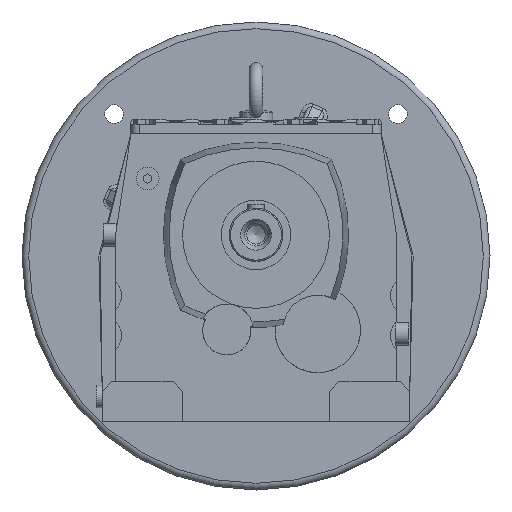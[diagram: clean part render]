
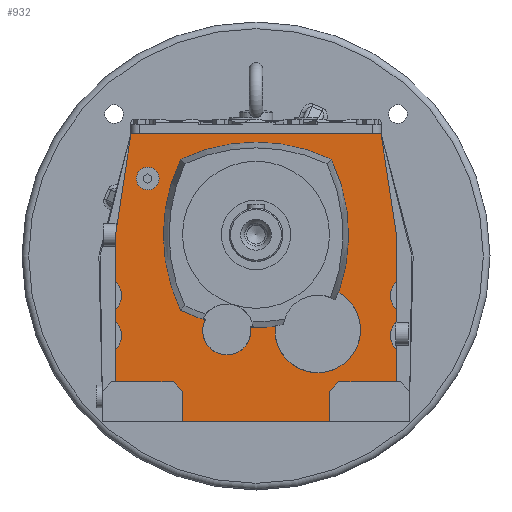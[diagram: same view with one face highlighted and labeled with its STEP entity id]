
A CAD part, left-side view. The second image highlights one B-rep face of the part: STEP entity #932.
In plain terms, the highlighted planar face has unit normal (-1, 0, 0).
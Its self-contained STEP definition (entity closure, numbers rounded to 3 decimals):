
#932=ADVANCED_FACE('',(#5457,#5459),#5461,.F.);
#5457=FACE_BOUND('',#5458,.T.);
#5458=EDGE_LOOP('',(#10409,#10410,#10411,#10412,#10413,#10414,#10415,#10416,#10417,
#10418,#10419,#10420,#10421,#10422,#10423,#10424,#10425,#10426,#10427,#10428));
#5459=FACE_BOUND('',#5460,.T.);
#5460=EDGE_LOOP('',(#10429,#10430,#10431,#10432,#10433,#10434,#10435));
#5461=PLANE('',#5462);
#5462=AXIS2_PLACEMENT_3D('',#5463,#5464,#5465);
#5463=CARTESIAN_POINT('',(57.,0.,-35.09));
#5464=DIRECTION('',(1.,0.,0.));
#5465=DIRECTION('',(0.,1.,0.));
#10409=ORIENTED_EDGE('',*,*,#12690,.T.);
#10410=ORIENTED_EDGE('',*,*,#12698,.F.);
#10411=ORIENTED_EDGE('',*,*,#12700,.F.);
#10412=ORIENTED_EDGE('',*,*,#12701,.F.);
#10413=ORIENTED_EDGE('',*,*,#12702,.F.);
#10414=ORIENTED_EDGE('',*,*,#12703,.F.);
#10415=ORIENTED_EDGE('',*,*,#12680,.T.);
#10416=ORIENTED_EDGE('',*,*,#12704,.F.);
#10417=ORIENTED_EDGE('',*,*,#12676,.T.);
#10418=ORIENTED_EDGE('',*,*,#12705,.F.);
#10419=ORIENTED_EDGE('',*,*,#12706,.T.);
#10420=ORIENTED_EDGE('',*,*,#12707,.T.);
#10421=ORIENTED_EDGE('',*,*,#12708,.T.);
#10422=ORIENTED_EDGE('',*,*,#12709,.F.);
#10423=ORIENTED_EDGE('',*,*,#12710,.T.);
#10424=ORIENTED_EDGE('',*,*,#12711,.T.);
#10425=ORIENTED_EDGE('',*,*,#12712,.T.);
#10426=ORIENTED_EDGE('',*,*,#12694,.F.);
#10427=ORIENTED_EDGE('',*,*,#12686,.T.);
#10428=ORIENTED_EDGE('',*,*,#12692,.F.);
#10429=ORIENTED_EDGE('',*,*,#12672,.T.);
#10430=ORIENTED_EDGE('',*,*,#12713,.T.);
#10431=ORIENTED_EDGE('',*,*,#12668,.T.);
#10432=ORIENTED_EDGE('',*,*,#12714,.T.);
#10433=ORIENTED_EDGE('',*,*,#12715,.T.);
#10434=ORIENTED_EDGE('',*,*,#12716,.T.);
#10435=ORIENTED_EDGE('',*,*,#12717,.T.);
#12668=EDGE_CURVE('',#13844,#13841,#13845,.T.);
#12672=EDGE_CURVE('',#13852,#13849,#13853,.T.);
#12676=EDGE_CURVE('',#13860,#13857,#13861,.T.);
#12680=EDGE_CURVE('',#13868,#13865,#13869,.T.);
#12686=EDGE_CURVE('',#13874,#13878,#13880,.T.);
#12690=EDGE_CURVE('',#13882,#13886,#13888,.T.);
#12692=EDGE_CURVE('',#13882,#13878,#13890,.T.);
#12694=EDGE_CURVE('',#13874,#13892,#13893,.T.);
#12698=EDGE_CURVE('',#13898,#13886,#13900,.T.);
#12700=EDGE_CURVE('',#13902,#13898,#13903,.T.);
#12701=EDGE_CURVE('',#13904,#13902,#13905,.T.);
#12702=EDGE_CURVE('',#13906,#13904,#13907,.T.);
#12703=EDGE_CURVE('',#13868,#13906,#13908,.T.);
#12704=EDGE_CURVE('',#13860,#13865,#13909,.T.);
#12705=EDGE_CURVE('',#13910,#13857,#13911,.T.);
#12706=EDGE_CURVE('',#13910,#13912,#13913,.T.);
#12707=EDGE_CURVE('',#13912,#13914,#13915,.T.);
#12708=EDGE_CURVE('',#13914,#13916,#13917,.T.);
#12709=EDGE_CURVE('',#13918,#13916,#13919,.T.);
#12710=EDGE_CURVE('',#13918,#13920,#13921,.T.);
#12711=EDGE_CURVE('',#13920,#13922,#13923,.T.);
#12712=EDGE_CURVE('',#13922,#13892,#13924,.T.);
#12713=EDGE_CURVE('',#13849,#13844,#13925,.T.);
#12714=EDGE_CURVE('',#13841,#13926,#13927,.T.);
#12715=EDGE_CURVE('',#13926,#13928,#13929,.T.);
#12716=EDGE_CURVE('',#13928,#13930,#13931,.T.);
#12717=EDGE_CURVE('',#13930,#13852,#13932,.T.);
#13841=VERTEX_POINT('',#15843);
#13844=VERTEX_POINT('',#15856);
#13845=CIRCLE('',#15857,18.);
#13849=VERTEX_POINT('',#15877);
#13852=VERTEX_POINT('',#15890);
#13853=CIRCLE('',#15891,32.);
#13857=VERTEX_POINT('',#15911);
#13860=VERTEX_POINT('',#15916);
#13861=CIRCLE('',#15917,15.);
#13865=VERTEX_POINT('',#15929);
#13868=VERTEX_POINT('',#15934);
#13869=CIRCLE('',#15935,15.);
#13874=VERTEX_POINT('',#15948);
#13878=VERTEX_POINT('',#15957);
#13880=CIRCLE('',#15961,15.);
#13882=VERTEX_POINT('',#15966);
#13886=VERTEX_POINT('',#15975);
#13888=CIRCLE('',#15979,15.);
#13890=LINE('',#15986,#15987);
#13892=VERTEX_POINT('',#15992);
#13893=LINE('',#15993,#15994);
#13898=VERTEX_POINT('',#16004);
#13900=LINE('',#16008,#16009);
#13902=VERTEX_POINT('',#16014);
#13903=LINE('',#16015,#16016);
#13904=VERTEX_POINT('',#16018);
#13905=LINE('',#16019,#16020);
#13906=VERTEX_POINT('',#16022);
#13907=LINE('',#16023,#16024);
#13908=LINE('',#16026,#16027);
#13909=LINE('',#16029,#16030);
#13910=VERTEX_POINT('',#16032);
#13911=LINE('',#16033,#16034);
#13912=VERTEX_POINT('',#16036);
#13913=LINE('',#16037,#16038);
#13914=VERTEX_POINT('',#16040);
#13915=LINE('',#16041,#16042);
#13916=VERTEX_POINT('',#16044);
#13917=LINE('',#16045,#16046);
#13918=VERTEX_POINT('',#16048);
#13919=LINE('',#16049,#16050);
#13920=VERTEX_POINT('',#16052);
#13921=LINE('',#16053,#16054);
#13922=VERTEX_POINT('',#16056);
#13923=LINE('',#16057,#16058);
#13924=LINE('',#16060,#16061);
#13925=CIRCLE('',#16063,129.287);
#13926=VERTEX_POINT('',#16067);
#13927=CIRCLE('',#16068,129.287);
#13928=VERTEX_POINT('',#16072);
#13929=CIRCLE('',#16073,129.287);
#13930=VERTEX_POINT('',#16077);
#13931=CIRCLE('',#16078,129.287);
#13932=CIRCLE('',#16082,129.287);
#15843=CARTESIAN_POINT('',(57.,37.902,-63.607));
#15856=CARTESIAN_POINT('',(57.,4.031,-69.224));
#15857=AXIS2_PLACEMENT_3D('',#15858,#15859,#15860);
#15858=CARTESIAN_POINT('',(57.,21.852,-71.756));
#15859=DIRECTION('',(1.,0.,-0.));
#15860=DIRECTION('',(0.,-0.99,0.141));
#15877=CARTESIAN_POINT('',(57.,-14.255,-68.499));
#15890=CARTESIAN_POINT('',(57.,-61.836,-43.256));
#15891=AXIS2_PLACEMENT_3D('',#15892,#15893,#15894);
#15892=CARTESIAN_POINT('',(57.,-46.145,-71.145));
#15893=DIRECTION('',(1.,0.,-0.));
#15894=DIRECTION('',(0.,-0.49,0.872));
#15911=CARTESIAN_POINT('',(57.,105.,-86.212));
#15916=CARTESIAN_POINT('',(57.,105.,-64.788));
#15917=AXIS2_PLACEMENT_3D('',#15918,#15919,#15920);
#15918=CARTESIAN_POINT('',(57.,115.5,-75.5));
#15919=DIRECTION('',(1.,0.,-0.));
#15920=DIRECTION('',(0.,-0.7,0.714));
#15929=CARTESIAN_POINT('',(57.,105.,-56.212));
#15934=CARTESIAN_POINT('',(57.,105.,-34.788));
#15935=AXIS2_PLACEMENT_3D('',#15936,#15937,#15938);
#15936=CARTESIAN_POINT('',(57.,115.5,-45.5));
#15937=DIRECTION('',(1.,0.,-0.));
#15938=DIRECTION('',(0.,-0.7,0.714));
#15948=CARTESIAN_POINT('',(57.,-105.,-86.212));
#15957=CARTESIAN_POINT('',(57.,-105.,-64.788));
#15961=AXIS2_PLACEMENT_3D('',#15962,#15963,#15964);
#15962=CARTESIAN_POINT('',(57.,-115.5,-75.5));
#15963=DIRECTION('',(1.,0.,0.));
#15964=DIRECTION('',(0.,0.7,-0.714));
#15966=CARTESIAN_POINT('',(57.,-105.,-56.212));
#15975=CARTESIAN_POINT('',(57.,-105.,-34.788));
#15979=AXIS2_PLACEMENT_3D('',#15980,#15981,#15982);
#15980=CARTESIAN_POINT('',(57.,-115.5,-45.5));
#15981=DIRECTION('',(1.,0.,0.));
#15982=DIRECTION('',(0.,0.7,-0.714));
#15986=CARTESIAN_POINT('',(57.,-105.,-56.212));
#15987=VECTOR('',#15988,1.);
#15988=DIRECTION('',(0.,0.,-1.));
#15992=CARTESIAN_POINT('',(57.,-105.,-110.));
#15993=CARTESIAN_POINT('',(57.,-105.,-86.212));
#15994=VECTOR('',#15995,1.);
#15995=DIRECTION('',(0.,0.,-1.));
#16004=CARTESIAN_POINT('',(57.,-105.,0.));
#16008=CARTESIAN_POINT('',(57.,-105.,0.));
#16009=VECTOR('',#16010,1.);
#16010=DIRECTION('',(0.,0.,-1.));
#16014=CARTESIAN_POINT('',(57.,-93.5,75.5));
#16015=CARTESIAN_POINT('',(57.,-93.5,75.5));
#16016=VECTOR('',#16017,1.);
#16017=DIRECTION('',(0.,-0.151,-0.989));
#16018=CARTESIAN_POINT('',(57.,93.5,75.5));
#16019=CARTESIAN_POINT('',(57.,93.5,75.5));
#16020=VECTOR('',#16021,1.);
#16021=DIRECTION('',(0.,-1.,0.));
#16022=CARTESIAN_POINT('',(57.,105.,0.));
#16023=CARTESIAN_POINT('',(57.,105.,0.));
#16024=VECTOR('',#16025,1.);
#16025=DIRECTION('',(0.,-0.151,0.989));
#16026=CARTESIAN_POINT('',(57.,105.,-34.788));
#16027=VECTOR('',#16028,1.);
#16028=DIRECTION('',(0.,0.,1.));
#16029=CARTESIAN_POINT('',(57.,105.,-64.788));
#16030=VECTOR('',#16031,1.);
#16031=DIRECTION('',(0.,0.,1.));
#16032=CARTESIAN_POINT('',(57.,105.,-110.));
#16033=CARTESIAN_POINT('',(57.,105.,-110.));
#16034=VECTOR('',#16035,1.);
#16035=DIRECTION('',(0.,0.,1.));
#16036=CARTESIAN_POINT('',(57.,62.,-110.));
#16037=CARTESIAN_POINT('',(57.,105.,-110.));
#16038=VECTOR('',#16039,1.);
#16039=DIRECTION('',(0.,-1.,0.));
#16040=CARTESIAN_POINT('',(57.,55.,-117.));
#16041=CARTESIAN_POINT('',(57.,62.,-110.));
#16042=VECTOR('',#16043,1.);
#16043=DIRECTION('',(0.,-0.707,-0.707));
#16044=CARTESIAN_POINT('',(57.,55.,-140.));
#16045=CARTESIAN_POINT('',(57.,55.,-117.));
#16046=VECTOR('',#16047,1.);
#16047=DIRECTION('',(0.,0.,-1.));
#16048=CARTESIAN_POINT('',(57.,-55.,-140.));
#16049=CARTESIAN_POINT('',(57.,-55.,-140.));
#16050=VECTOR('',#16051,1.);
#16051=DIRECTION('',(0.,1.,0.));
#16052=CARTESIAN_POINT('',(57.,-55.,-117.));
#16053=CARTESIAN_POINT('',(57.,-55.,-140.));
#16054=VECTOR('',#16055,1.);
#16055=DIRECTION('',(0.,0.,1.));
#16056=CARTESIAN_POINT('',(57.,-62.,-110.));
#16057=CARTESIAN_POINT('',(57.,-55.,-117.));
#16058=VECTOR('',#16059,1.);
#16059=DIRECTION('',(0.,-0.707,0.707));
#16060=CARTESIAN_POINT('',(57.,-62.,-110.));
#16061=VECTOR('',#16062,1.);
#16062=DIRECTION('',(0.,-1.,0.));
#16063=AXIS2_PLACEMENT_3D('',#16064,#16065,#16066);
#16064=CARTESIAN_POINT('',(57.,0.,60.));
#16065=DIRECTION('',(1.,-0.,0.));
#16066=DIRECTION('',(0.,-0.11,-0.994));
#16067=CARTESIAN_POINT('',(57.,56.357,-56.357));
#16068=AXIS2_PLACEMENT_3D('',#16069,#16070,#16071);
#16069=CARTESIAN_POINT('',(57.,0.,60.));
#16070=DIRECTION('',(1.,-0.,0.));
#16071=DIRECTION('',(0.,0.293,-0.956));
#16072=CARTESIAN_POINT('',(57.,56.357,56.357));
#16073=AXIS2_PLACEMENT_3D('',#16074,#16075,#16076);
#16074=CARTESIAN_POINT('',(57.,-60.,0.));
#16075=DIRECTION('',(1.,-0.,0.));
#16076=DIRECTION('',(0.,0.9,-0.436));
#16077=CARTESIAN_POINT('',(57.,-56.357,56.357));
#16078=AXIS2_PLACEMENT_3D('',#16079,#16080,#16081);
#16079=CARTESIAN_POINT('',(57.,0.,-60.));
#16080=DIRECTION('',(1.,0.,-0.));
#16081=DIRECTION('',(0.,0.436,0.9));
#16082=AXIS2_PLACEMENT_3D('',#16083,#16084,#16085);
#16083=CARTESIAN_POINT('',(57.,60.,0.));
#16084=DIRECTION('',(1.,0.,-0.));
#16085=DIRECTION('',(0.,-0.9,0.436));
